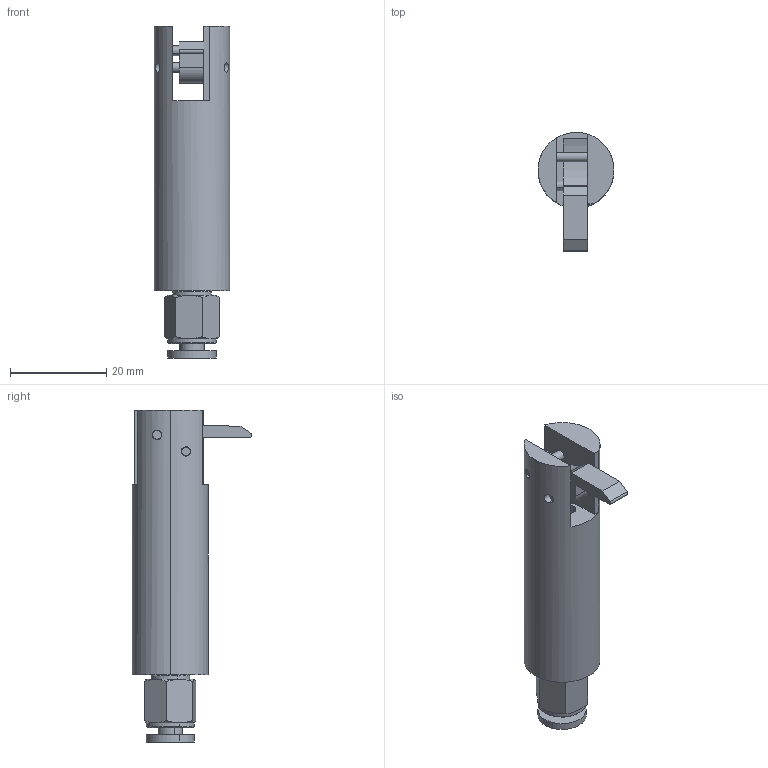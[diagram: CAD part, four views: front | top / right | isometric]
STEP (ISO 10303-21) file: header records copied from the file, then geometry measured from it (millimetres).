
FILE_DESCRIPTION (( 'STEP AP214' ), '1' );
FILE_NAME ('CO12-4GZQ-A.STEP', '2025-12-01T02:52:52', ( '' ), ( '' ), 'SwSTEP 2.0', 'SolidWorks 2024', '' );
FILE_SCHEMA (( 'AUTOMOTIVE_DESIGN' ));
Length unit declared in the file: millimetre
Products named in the file (5): ZZX2125 爪子销; 爪子L=10,H=5; CO12-4GZQ-A; 零件1; M5气管接头
Assembly tree (5 placements, depth 2):
  CO12-4GZQ-A
    零件1
    M5气管接头
    ZZX2125 爪子销  x2
    爪子L=10,H=5
Bounding box: 15.75 x 24.77 x 68.9 mm (x, y, z)
Volume: 10475.6 mm3; surface area: 5152.7 mm2
Topology: 5 solids, 5 shells, 112 faces, 254 edges, 160 vertices
Faces by surface type: cylinder 45, plane 41, cone 26
Entity records: 3326 total; most frequent: CARTESIAN_POINT 758, DIRECTION 534, ORIENTED_EDGE 480, EDGE_CURVE 240, AXIS2_PLACEMENT_3D 214, VERTEX_POINT 152, EDGE_LOOP 122, VECTOR 106
